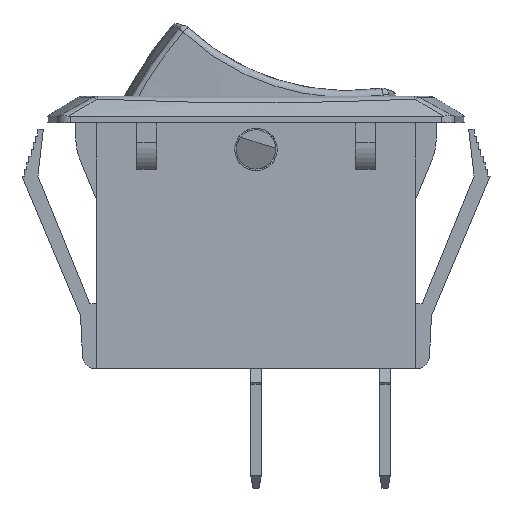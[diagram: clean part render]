
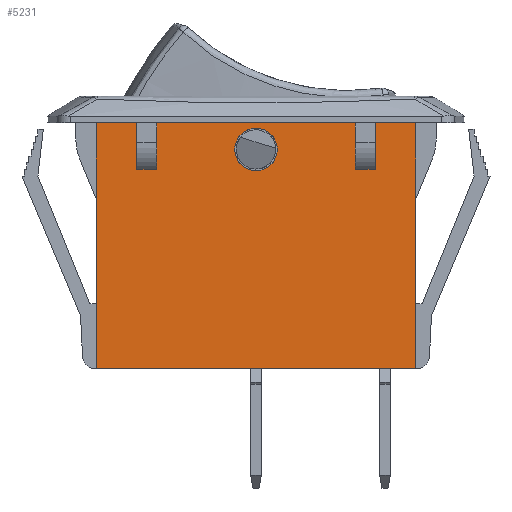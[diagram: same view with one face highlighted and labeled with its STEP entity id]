
A CAD part, left-side view. The second image highlights one B-rep face of the part: STEP entity #5231.
In plain terms, the highlighted planar face has unit normal (-1, 0, 0).
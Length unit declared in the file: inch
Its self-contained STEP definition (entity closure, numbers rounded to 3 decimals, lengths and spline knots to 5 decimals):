
#31=FACE_BOUND('',#864,.T.);
#166=CIRCLE('',#5638,0.06299);
#292=PLANE('',#5637);
#565=FACE_OUTER_BOUND('',#863,.T.);
#863=EDGE_LOOP('',(#4460,#4461,#4462,#4463,#4464,#4465,#4466,#4467,#4468,
#4469,#4470,#4471,#4472,#4473));
#864=EDGE_LOOP('',(#4474));
#1169=LINE('',#8364,#1715);
#1270=LINE('',#9070,#1816);
#1274=LINE('',#9078,#1820);
#1278=LINE('',#9086,#1824);
#1312=LINE('',#9186,#1858);
#1322=LINE('',#9209,#1868);
#1324=LINE('',#9216,#1870);
#1340=LINE('',#9253,#1886);
#1341=LINE('',#9256,#1887);
#1342=LINE('',#9259,#1888);
#1343=LINE('',#9261,#1889);
#1344=LINE('',#9262,#1890);
#1345=LINE('',#9263,#1891);
#1346=LINE('',#9264,#1892);
#1715=VECTOR('',#6274,0.3937);
#1816=VECTOR('',#6505,0.3937);
#1820=VECTOR('',#6509,0.3937);
#1824=VECTOR('',#6513,0.3937);
#1858=VECTOR('',#6585,0.3937);
#1868=VECTOR('',#6605,0.3937);
#1870=VECTOR('',#6613,0.3937);
#1886=VECTOR('',#6653,0.3937);
#1887=VECTOR('',#6656,0.3937);
#1888=VECTOR('',#6661,0.3937);
#1889=VECTOR('',#6662,0.3937);
#1890=VECTOR('',#6663,0.3937);
#1891=VECTOR('',#6664,0.3937);
#1892=VECTOR('',#6665,0.3937);
#2393=VERTEX_POINT('',#8361);
#2394=VERTEX_POINT('',#8363);
#2529=VERTEX_POINT('',#9067);
#2530=VERTEX_POINT('',#9069);
#2533=VERTEX_POINT('',#9075);
#2534=VERTEX_POINT('',#9077);
#2537=VERTEX_POINT('',#9083);
#2538=VERTEX_POINT('',#9085);
#2565=VERTEX_POINT('',#9185);
#2573=VERTEX_POINT('',#9208);
#2575=VERTEX_POINT('',#9214);
#2584=VERTEX_POINT('',#9251);
#2585=VERTEX_POINT('',#9255);
#2586=VERTEX_POINT('',#9260);
#2587=VERTEX_POINT('',#9265);
#3003=EDGE_CURVE('',#2394,#2393,#1169,.T.);
#3174=EDGE_CURVE('',#2530,#2529,#1270,.T.);
#3178=EDGE_CURVE('',#2533,#2534,#1274,.T.);
#3182=EDGE_CURVE('',#2538,#2537,#1278,.T.);
#3222=EDGE_CURVE('',#2538,#2565,#1312,.T.);
#3234=EDGE_CURVE('',#2573,#2534,#1322,.T.);
#3238=EDGE_CURVE('',#2575,#2533,#1324,.T.);
#3258=EDGE_CURVE('',#2575,#2584,#1340,.T.);
#3259=EDGE_CURVE('',#2585,#2573,#1341,.T.);
#3261=EDGE_CURVE('',#2584,#2530,#1342,.T.);
#3262=EDGE_CURVE('',#2529,#2586,#1343,.T.);
#3263=EDGE_CURVE('',#2586,#2394,#1344,.T.);
#3264=EDGE_CURVE('',#2565,#2393,#1345,.T.);
#3265=EDGE_CURVE('',#2537,#2585,#1346,.T.);
#3266=EDGE_CURVE('',#2587,#2587,#166,.T.);
#4460=ORIENTED_EDGE('',*,*,#3234,.T.);
#4461=ORIENTED_EDGE('',*,*,#3178,.F.);
#4462=ORIENTED_EDGE('',*,*,#3238,.F.);
#4463=ORIENTED_EDGE('',*,*,#3258,.T.);
#4464=ORIENTED_EDGE('',*,*,#3261,.T.);
#4465=ORIENTED_EDGE('',*,*,#3174,.T.);
#4466=ORIENTED_EDGE('',*,*,#3262,.T.);
#4467=ORIENTED_EDGE('',*,*,#3263,.T.);
#4468=ORIENTED_EDGE('',*,*,#3003,.T.);
#4469=ORIENTED_EDGE('',*,*,#3264,.F.);
#4470=ORIENTED_EDGE('',*,*,#3222,.F.);
#4471=ORIENTED_EDGE('',*,*,#3182,.T.);
#4472=ORIENTED_EDGE('',*,*,#3265,.T.);
#4473=ORIENTED_EDGE('',*,*,#3259,.T.);
#4474=ORIENTED_EDGE('',*,*,#3266,.T.);
#5231=ADVANCED_FACE('',(#565,#31),#292,.T.);
#5637=AXIS2_PLACEMENT_3D('',#9258,#6659,#6660);
#5638=AXIS2_PLACEMENT_3D('',#9266,#6666,#6667);
#6274=DIRECTION('',(0.,-1.,0.));
#6505=DIRECTION('',(0.,1.,0.));
#6509=DIRECTION('',(0.,-1.,0.));
#6513=DIRECTION('',(0.,1.,0.));
#6585=DIRECTION('',(0.,0.,-1.));
#6605=DIRECTION('',(0.,0.,1.));
#6613=DIRECTION('',(0.,0.,1.));
#6653=DIRECTION('',(0.,1.,0.));
#6656=DIRECTION('',(0.,1.,0.));
#6659=DIRECTION('center_axis',(-1.,0.,0.));
#6660=DIRECTION('ref_axis',(0.,0.,1.));
#6661=DIRECTION('',(0.,0.,1.));
#6662=DIRECTION('',(0.,0.,-1.));
#6663=DIRECTION('',(0.,0.,-1.));
#6664=DIRECTION('',(0.,0.,-1.));
#6665=DIRECTION('',(0.,0.,-1.));
#6666=DIRECTION('center_axis',(1.,0.,0.));
#6667=DIRECTION('ref_axis',(0.,-1.,0.));
#8361=CARTESIAN_POINT('',(-0.23425,-0.47244,-0.72835));
#8363=CARTESIAN_POINT('',(-0.23425,0.47244,-0.72835));
#8364=CARTESIAN_POINT('',(-0.23425,-0.47244,-0.72835));
#9067=CARTESIAN_POINT('',(-0.23425,0.47244,0.));
#9069=CARTESIAN_POINT('',(-0.23425,0.35335,0.));
#9070=CARTESIAN_POINT('',(-0.23425,-0.47244,0.));
#9075=CARTESIAN_POINT('',(-0.23425,0.29429,0.));
#9077=CARTESIAN_POINT('',(-0.23425,-0.29429,0.));
#9078=CARTESIAN_POINT('',(-0.23425,0.14715,0.));
#9083=CARTESIAN_POINT('',(-0.23425,-0.35335,0.));
#9085=CARTESIAN_POINT('',(-0.23425,-0.47244,0.));
#9086=CARTESIAN_POINT('',(-0.23425,-0.47244,0.));
#9185=CARTESIAN_POINT('',(-0.23425,-0.47244,-0.53543));
#9186=CARTESIAN_POINT('',(-0.23425,-0.47244,0.));
#9208=CARTESIAN_POINT('',(-0.23425,-0.29429,-0.1378));
#9209=CARTESIAN_POINT('',(-0.23425,-0.29429,-0.72835));
#9214=CARTESIAN_POINT('',(-0.23425,0.29429,-0.1378));
#9216=CARTESIAN_POINT('',(-0.23425,0.29429,-0.72835));
#9251=CARTESIAN_POINT('',(-0.23425,0.35335,-0.1378));
#9253=CARTESIAN_POINT('',(-0.23425,0.,-0.1378));
#9255=CARTESIAN_POINT('',(-0.23425,-0.35335,-0.1378));
#9256=CARTESIAN_POINT('',(-0.23425,0.,-0.1378));
#9258=CARTESIAN_POINT('Origin',(-0.23425,0.47244,0.));
#9259=CARTESIAN_POINT('',(-0.23425,0.35335,-0.03137));
#9260=CARTESIAN_POINT('',(-0.23425,0.47244,-0.53543));
#9261=CARTESIAN_POINT('',(-0.23425,0.47244,0.));
#9262=CARTESIAN_POINT('',(-0.23425,0.47244,0.));
#9263=CARTESIAN_POINT('',(-0.23425,-0.47244,0.));
#9264=CARTESIAN_POINT('',(-0.23425,-0.35335,-0.03137));
#9265=CARTESIAN_POINT('',(-0.23425,0.06299,-0.07874));
#9266=CARTESIAN_POINT('Origin',(-0.23425,0.,-0.07874));
